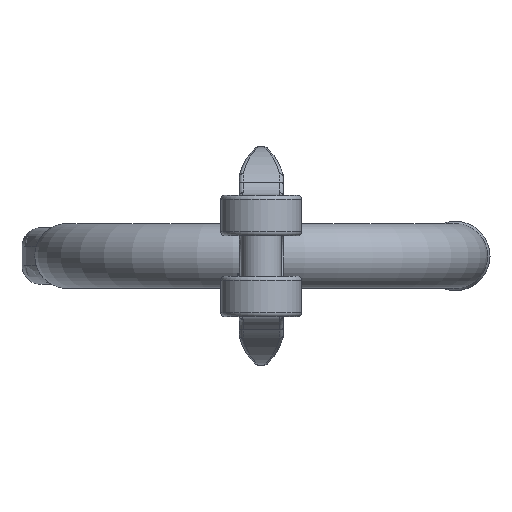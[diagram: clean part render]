
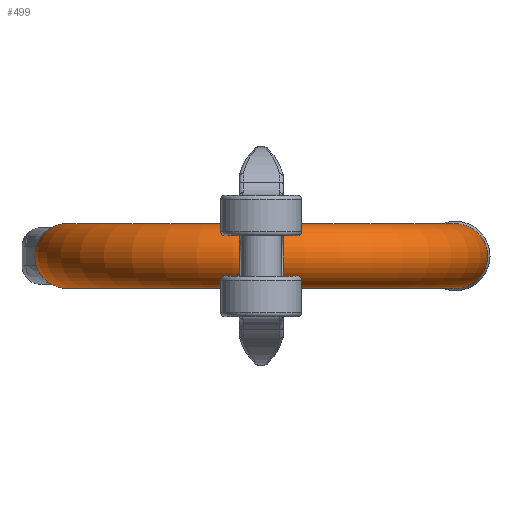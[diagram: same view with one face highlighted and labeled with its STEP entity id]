
A CAD part, front view. The second image highlights one B-rep face of the part: STEP entity #499.
In plain terms, the highlighted toroidal (fillet/blend) face has major radius 48 mm and minor radius 8 mm.
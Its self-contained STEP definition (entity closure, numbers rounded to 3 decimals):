
#200=TOROIDAL_SURFACE('',#5216,48.,8.);
#499=ADVANCED_FACE('',(#1023,#1024),#200,.T.);
#965=CIRCLE('',#5198,8.);
#967=CIRCLE('',#5210,8.);
#1023=FACE_BOUND('',#1319,.T.);
#1024=FACE_BOUND('',#1320,.T.);
#1319=EDGE_LOOP('',(#3113));
#1320=EDGE_LOOP('',(#3114));
#3113=ORIENTED_EDGE('',*,*,#4305,.T.);
#3114=ORIENTED_EDGE('',*,*,#4343,.F.);
#3613=VERTEX_POINT('',#10029);
#3651=VERTEX_POINT('',#10295);
#4305=EDGE_CURVE('',#3613,#3613,#965,.T.);
#4343=EDGE_CURVE('',#3651,#3651,#967,.T.);
#5198=AXIS2_PLACEMENT_3D('',#10028,#6021,#6022);
#5210=AXIS2_PLACEMENT_3D('',#10294,#6053,#6054);
#5216=AXIS2_PLACEMENT_3D('',#10304,#6065,#6066);
#6021=DIRECTION('',(0.,-1.,0.));
#6022=DIRECTION('',(1.,0.,0.));
#6053=DIRECTION('',(0.,1.,0.));
#6054=DIRECTION('',(-1.,0.,0.));
#6065=DIRECTION('',(0.,0.,1.));
#6066=DIRECTION('',(1.,0.,0.));
#10028=CARTESIAN_POINT('',(-48.,-30.,0.));
#10029=CARTESIAN_POINT('',(-40.,-30.,0.));
#10294=CARTESIAN_POINT('',(48.,-30.,0.));
#10295=CARTESIAN_POINT('',(40.,-30.,0.));
#10304=CARTESIAN_POINT('',(0.,-30.,0.));
